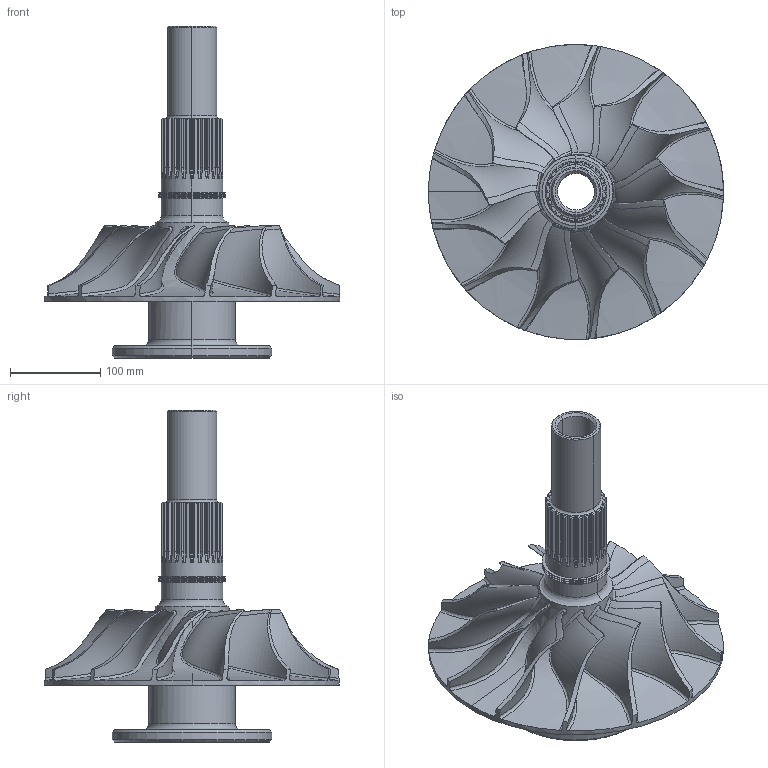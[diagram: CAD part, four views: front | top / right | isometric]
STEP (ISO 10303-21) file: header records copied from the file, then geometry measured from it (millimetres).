
FILE_DESCRIPTION(('FreeCAD Model'),'2;1');
FILE_NAME('Open CASCADE Shape Model','2025-04-27T02:05:34',('FreeCAD'),( 'FreeCAD'),'Open CASCADE STEP processor 7.6','FreeCAD','Unknown');
FILE_SCHEMA(('AUTOMOTIVE_DESIGN { 1 0 10303 214 1 1 1 1 }'));
Products named in the file (1): Open CASCADE STEP translator 7.6 1
Bounding box: 327.86 x 327.86 x 368.84 mm (x, y, z)
Volume: 2378379.1 mm3; surface area: 508612.6 mm2
Topology: 1 solids, 1 shells, 515 faces, 1320 edges, 813 vertices
Faces by surface type: bspline 515
Entity records: 143870 total; most frequent: CARTESIAN_POINT 136542, ORIENTED_EDGE 2640, EDGE_CURVE 1320, B_SPLINE_CURVE_WITH_KNOTS 823, VERTEX_POINT 813, FACE_BOUND 535, EDGE_LOOP 535, ADVANCED_FACE 515
